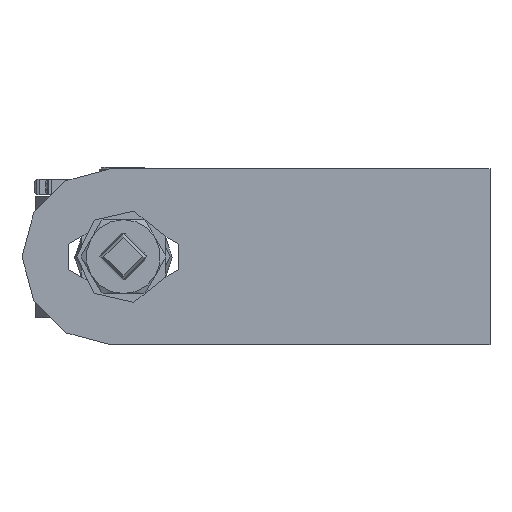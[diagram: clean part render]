
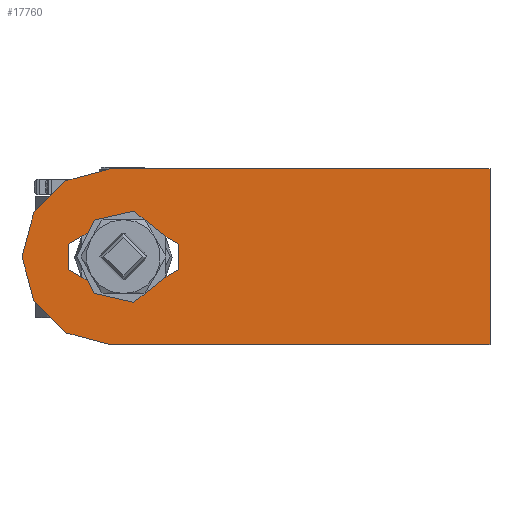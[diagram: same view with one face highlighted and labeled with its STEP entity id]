
A CAD part, top view. The second image highlights one B-rep face of the part: STEP entity #17760.
In plain terms, the highlighted planar face has unit normal (0, 0, 1).
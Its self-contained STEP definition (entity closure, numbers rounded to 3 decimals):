
#87 = VERTEX_POINT ( 'NONE', #3635 ) ;
#217 = VERTEX_POINT ( 'NONE', #238 ) ;
#238 = CARTESIAN_POINT ( 'NONE',  ( -37.5, 22.5, 3. ) ) ;
#283 = ORIENTED_EDGE ( 'NONE', *, *, #3820, .T. ) ;
#284 = EDGE_CURVE ( 'NONE', #87, #5679, #4017, .T. ) ;
#349 = LINE ( 'NONE', #5890, #6933 ) ;
#373 = DIRECTION ( 'NONE',  ( -1., 0., 0. ) ) ;
#1119 = DIRECTION ( 'NONE',  ( -1., 0., 0. ) ) ;
#1317 = EDGE_CURVE ( 'NONE', #2098, #87, #349, .T. ) ;
#1574 = DIRECTION ( 'NONE',  ( 0., 0., 1. ) ) ;
#1734 = PLANE ( 'NONE',  #6747 ) ;
#2098 = VERTEX_POINT ( 'NONE', #4155 ) ;
#2142 = VECTOR ( 'NONE', #14957, 1000. ) ;
#2388 = FACE_BOUND ( 'NONE', #7621, .T. ) ;
#3053 = DIRECTION ( 'NONE',  ( 1., 0., 0. ) ) ;
#3056 = CARTESIAN_POINT ( 'NONE',  ( 60., 22.5, 3. ) ) ;
#3110 = CARTESIAN_POINT ( 'NONE',  ( -42.5, 6.5, 3. ) ) ;
#3261 = EDGE_CURVE ( 'NONE', #217, #12148, #17251, .T. ) ;
#3456 = CARTESIAN_POINT ( 'NONE',  ( -25.5, 6.5, 3. ) ) ;
#3635 = CARTESIAN_POINT ( 'NONE',  ( -25.5, -6.5, 3. ) ) ;
#3679 = EDGE_CURVE ( 'NONE', #5679, #10582, #17464, .T. ) ;
#3820 = EDGE_CURVE ( 'NONE', #12148, #5080, #12293, .T. ) ;
#4017 = CIRCLE ( 'NONE', #7362, 6.5 ) ;
#4155 = CARTESIAN_POINT ( 'NONE',  ( -42.5, -6.5, 3. ) ) ;
#4822 = CARTESIAN_POINT ( 'NONE',  ( 60., -22.5, 3. ) ) ;
#5080 = VERTEX_POINT ( 'NONE', #14708 ) ;
#5174 = CARTESIAN_POINT ( 'NONE',  ( -25.5, 0., 3. ) ) ;
#5679 = VERTEX_POINT ( 'NONE', #3456 ) ;
#5803 = CARTESIAN_POINT ( 'NONE',  ( -42.5, 0., 3. ) ) ;
#5856 = DIRECTION ( 'NONE',  ( 1., 0., 0. ) ) ;
#5890 = CARTESIAN_POINT ( 'NONE',  ( -42.5, -6.5, 3. ) ) ;
#6747 = AXIS2_PLACEMENT_3D ( 'NONE', #10311, #11747, #373 ) ;
#6933 = VECTOR ( 'NONE', #3053, 1000. ) ;
#7047 = ORIENTED_EDGE ( 'NONE', *, *, #3261, .T. ) ;
#7100 = EDGE_CURVE ( 'NONE', #13938, #217, #7472, .T. ) ;
#7362 = AXIS2_PLACEMENT_3D ( 'NONE', #5174, #10665, #10786 ) ;
#7472 = LINE ( 'NONE', #13206, #16484 ) ;
#7621 = EDGE_LOOP ( 'NONE', ( #12206, #17468, #18713, #15445 ) ) ;
#8149 = EDGE_LOOP ( 'NONE', ( #9517, #7047, #283, #8438 ) ) ;
#8250 = DIRECTION ( 'NONE',  ( 0., 0., 1. ) ) ;
#8438 = ORIENTED_EDGE ( 'NONE', *, *, #9018, .T. ) ;
#8847 = DIRECTION ( 'NONE',  ( -1., 0., 0. ) ) ;
#9018 = EDGE_CURVE ( 'NONE', #5080, #13938, #16907, .T. ) ;
#9517 = ORIENTED_EDGE ( 'NONE', *, *, #7100, .T. ) ;
#10126 = CARTESIAN_POINT ( 'NONE',  ( -37.5, -22.5, 3. ) ) ;
#10199 = CARTESIAN_POINT ( 'NONE',  ( -42.5, 6.5, 3. ) ) ;
#10311 = CARTESIAN_POINT ( 'NONE',  ( -37.5, 0., 3. ) ) ;
#10582 = VERTEX_POINT ( 'NONE', #3110 ) ;
#10665 = DIRECTION ( 'NONE',  ( 0., 0., 1. ) ) ;
#10786 = DIRECTION ( 'NONE',  ( 1., 0., 0. ) ) ;
#10974 = FACE_OUTER_BOUND ( 'NONE', #8149, .T. ) ;
#11016 = CARTESIAN_POINT ( 'NONE',  ( 60., 22.5, 3. ) ) ;
#11277 = VECTOR ( 'NONE', #11809, 1000. ) ;
#11315 = CIRCLE ( 'NONE', #17360, 6.5 ) ;
#11747 = DIRECTION ( 'NONE',  ( 0., 0., -1. ) ) ;
#11809 = DIRECTION ( 'NONE',  ( 0., 1., 0. ) ) ;
#12148 = VERTEX_POINT ( 'NONE', #10126 ) ;
#12206 = ORIENTED_EDGE ( 'NONE', *, *, #17244, .F. ) ;
#12293 = LINE ( 'NONE', #4822, #2142 ) ;
#12596 = CARTESIAN_POINT ( 'NONE',  ( -37.5, 0., 3. ) ) ;
#13206 = CARTESIAN_POINT ( 'NONE',  ( -37.5, 22.5, 3. ) ) ;
#13938 = VERTEX_POINT ( 'NONE', #11016 ) ;
#14589 = DIRECTION ( 'NONE',  ( -1., 0., 0. ) ) ;
#14708 = CARTESIAN_POINT ( 'NONE',  ( 60., -22.5, 3. ) ) ;
#14957 = DIRECTION ( 'NONE',  ( 1., 0., 0. ) ) ;
#14986 = VECTOR ( 'NONE', #8847, 1000. ) ;
#15224 = AXIS2_PLACEMENT_3D ( 'NONE', #12596, #8250, #1119 ) ;
#15445 = ORIENTED_EDGE ( 'NONE', *, *, #1317, .F. ) ;
#16484 = VECTOR ( 'NONE', #14589, 1000. ) ;
#16907 = LINE ( 'NONE', #3056, #11277 ) ;
#17244 = EDGE_CURVE ( 'NONE', #10582, #2098, #11315, .T. ) ;
#17251 = CIRCLE ( 'NONE', #15224, 22.5 ) ;
#17360 = AXIS2_PLACEMENT_3D ( 'NONE', #5803, #1574, #5856 ) ;
#17464 = LINE ( 'NONE', #10199, #14986 ) ;
#17468 = ORIENTED_EDGE ( 'NONE', *, *, #3679, .F. ) ;
#17760 = ADVANCED_FACE ( 'NONE', ( #10974, #2388 ), #1734, .F. ) ;
#18713 = ORIENTED_EDGE ( 'NONE', *, *, #284, .F. ) ;
